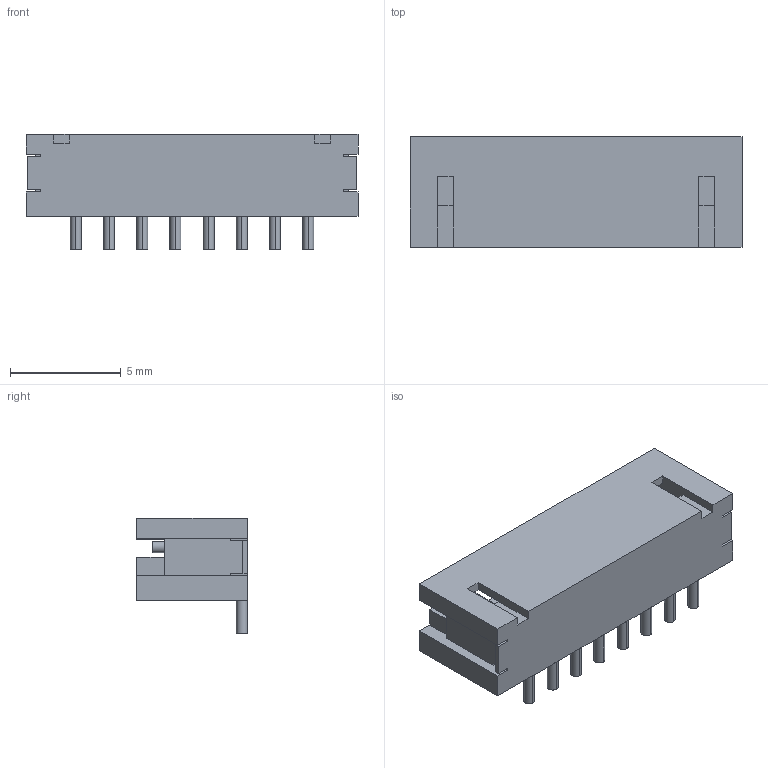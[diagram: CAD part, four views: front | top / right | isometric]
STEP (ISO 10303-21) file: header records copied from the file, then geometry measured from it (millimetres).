
FILE_DESCRIPTION (( 'STEP AP214' ), '1' );
FILE_NAME ('B8B-ZR-SM4.STEP', '2010-06-16T05:03:35', ( ' ' ), ( ' ' ), 'SwSTEP 2.0', 'SolidWorks 2005235', '' );
FILE_SCHEMA (( 'AUTOMOTIVE_DESIGN' ));
Length unit declared in the file: millimetre
Products named in the file (1): B8B-ZR-SM4
Bounding box: 15 x 5 x 5.2 mm (x, y, z)
Volume: 162.7 mm3; surface area: 459.9 mm2
Topology: 1 solids, 1 shells, 106 faces, 278 edges, 178 vertices
Faces by surface type: plane 74, cylinder 32
Entity records: 4427 total; most frequent: CARTESIAN_POINT 563, DIRECTION 556, ORIENTED_EDGE 556, EDGE_CURVE 278, VECTOR 214, LINE 214, VERTEX_POINT 178, AXIS2_PLACEMENT_3D 171
